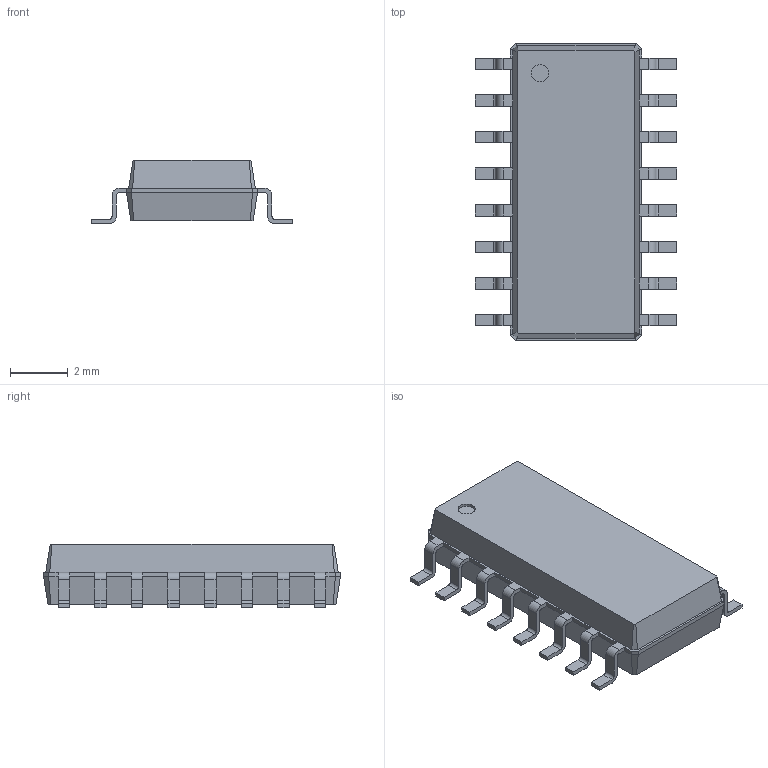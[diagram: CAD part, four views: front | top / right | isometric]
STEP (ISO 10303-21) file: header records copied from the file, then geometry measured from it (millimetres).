
FILE_DESCRIPTION(('FreeCAD Model'),'2;1');
FILE_NAME('Open CASCADE Shape Model','2022-12-29T10:56:55',( 'kicad StepUp'),('ksu MCAD'),'Open CASCADE STEP processor 7.5', 'FreeCAD','Unknown');
FILE_SCHEMA(('AUTOMOTIVE_DESIGN { 1 0 10303 214 1 1 1 1 }'));
Length unit declared in the file: millimetre
Products named in the file (1): SOIC-16_4.55x10.3mm_P1.27mm
Bounding box: 7 x 10.3 x 2.2 mm (x, y, z)
Volume: 93.9 mm3; surface area: 183.5 mm2
Topology: 1 solids, 1 shells, 276 faces, 731 edges, 458 vertices
Faces by surface type: plane 171, cylinder 65, bspline 40
Full cylindrical faces by diameter (mm): 0.6 x1
Entity records: 8849 total; most frequent: CARTESIAN_POINT 1618, ORIENTED_EDGE 1462, DIRECTION 1303, EDGE_CURVE 731, LINE 569, VECTOR 569, VERTEX_POINT 458, AXIS2_PLACEMENT_3D 367
